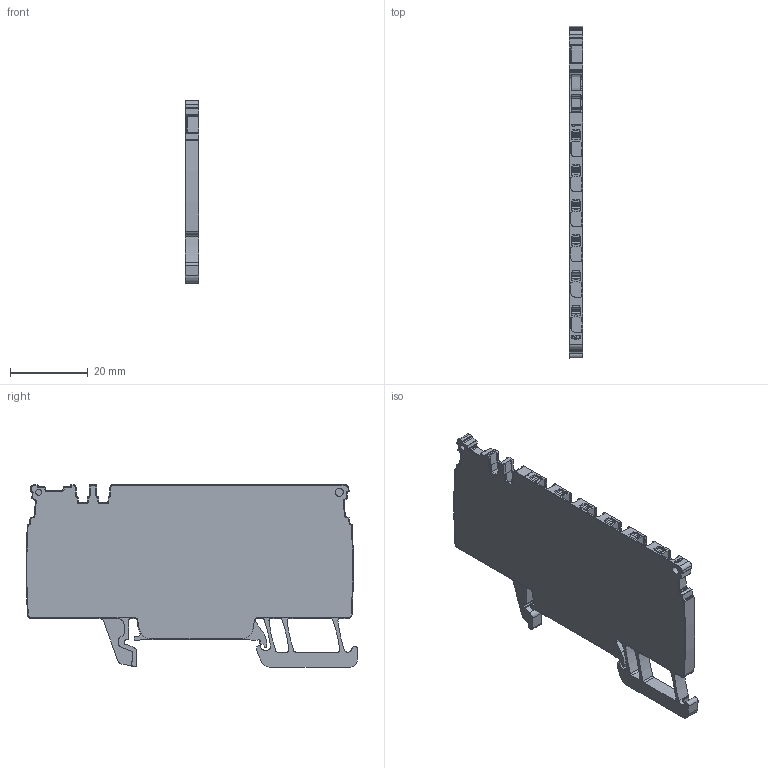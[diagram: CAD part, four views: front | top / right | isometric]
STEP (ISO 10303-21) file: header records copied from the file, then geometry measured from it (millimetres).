
FILE_DESCRIPTION(('CATIA V5R24 STEP','CAx-IF Rec.Pracs.--- Model Styling and Organization---1.2---2011-12-15'),'2;1');
FILE_NAME('1988160000.stp','2017-09-25T12:39:07+00:00',('Weidmueller Interface'),('WI'),'CATIA Version 5-6 Release 2014 SP4 HF52','CATIA V5 STEP AP214','none');
FILE_SCHEMA(('AUTOMOTIVE_DESIGN { 1 0 10303 214 1 1 1 1 }'));
Length unit declared in the file: millimetre
Products named in the file (1): 1988160000
Bounding box: 3.5 x 85.09 x 46.8 mm (x, y, z)
Volume: 10365.6 mm3; surface area: 9150 mm2
Topology: 7 solids, 12 shells, 1184 faces, 3308 edges, 2143 vertices
Faces by surface type: plane 579, cylinder 511, torus 39, cone 28, sphere 27
Entity records: 38374 total; most frequent: CARTESIAN_POINT 7707, ORIENTED_EDGE 6574, DIRECTION 5265, EDGE_CURVE 3287, VERTEX_POINT 2143, VECTOR 2104, LINE 2104, AXIS2_PLACEMENT_3D 2078
